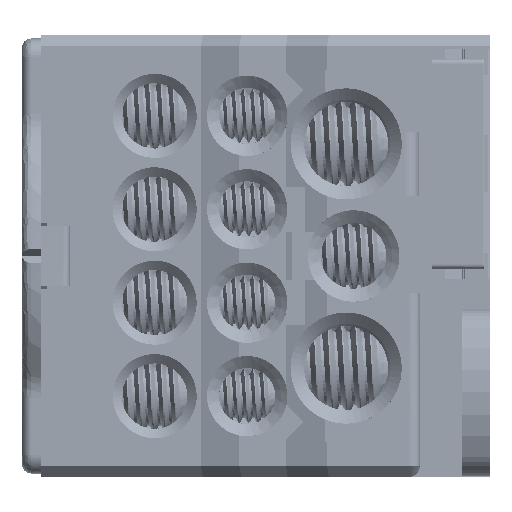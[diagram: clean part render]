
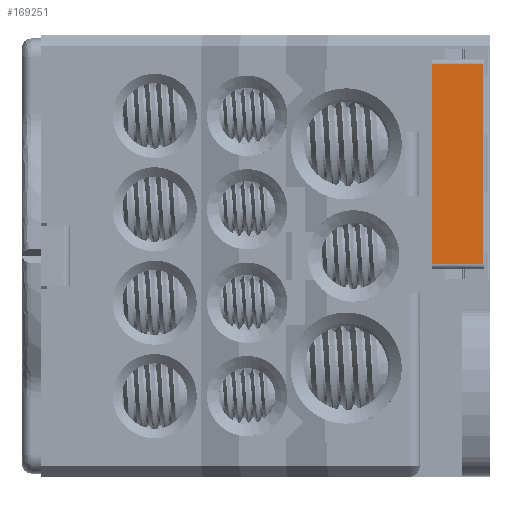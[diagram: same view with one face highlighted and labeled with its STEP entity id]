
A CAD part, left-side view. The second image highlights one B-rep face of the part: STEP entity #169251.
In plain terms, the highlighted planar face has unit normal (-1, 0, 0).
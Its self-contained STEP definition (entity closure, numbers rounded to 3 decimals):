
#4424 = CARTESIAN_POINT ( 'NONE',  ( -164.32, -6.272, -3.065 ) ) ;
#9410 = CARTESIAN_POINT ( 'NONE',  ( -164.32, -6.272, -24.535 ) ) ;
#9877 = CARTESIAN_POINT ( 'NONE',  ( -164.32, -0.822, -24.535 ) ) ;
#10442 = CARTESIAN_POINT ( 'NONE',  ( -164.32, -0.822, -3.065 ) ) ;
#19567 = CARTESIAN_POINT ( 'NONE',  ( -164.32, -0.822, -17.378 ) ) ;
#25167 = CARTESIAN_POINT ( 'NONE',  ( -164.32, -6.272, -24.535 ) ) ;
#26581 = DIRECTION ( 'NONE',  ( -1., 0., 0. ) ) ;
#33135 = CARTESIAN_POINT ( 'NONE',  ( -164.32, -0.822, -10.222 ) ) ;
#36319 = CARTESIAN_POINT ( 'NONE',  ( -164.32, -6.272, -24.535 ) ) ;
#41125 = DIRECTION ( 'NONE',  ( 0., 0., 1. ) ) ;
#43601 = VERTEX_POINT ( 'NONE', #9877 ) ;
#62219 = CARTESIAN_POINT ( 'NONE',  ( -164.32, -0.822, -3.065 ) ) ;
#63685 = VERTEX_POINT ( 'NONE', #9410 ) ;
#64445 = CARTESIAN_POINT ( 'NONE',  ( -164.32, -6.272, -10.222 ) ) ;
#73553 = CARTESIAN_POINT ( 'NONE',  ( -164.32, -0.822, -24.535 ) ) ;
#83129 = EDGE_CURVE ( 'NONE', #63685, #138723, #153380, .T. ) ;
#85201 = CARTESIAN_POINT ( 'NONE',  ( -164.32, -2.639, -24.535 ) ) ;
#85617 = B_SPLINE_CURVE_WITH_KNOTS ( 'NONE', 3,
 ( #104827, #19567, #33135, #62219 ),
 .UNSPECIFIED., .F., .F.,
 ( 4, 4 ),
 ( 0., 1. ),
 .UNSPECIFIED. ) ;
#86455 = ORIENTED_EDGE ( 'NONE', *, *, #97472, .F. ) ;
#97472 = EDGE_CURVE ( 'NONE', #43601, #164369, #85617, .T. ) ;
#103840 = CARTESIAN_POINT ( 'NONE',  ( -164.32, -6.272, -3.065 ) ) ;
#104827 = CARTESIAN_POINT ( 'NONE',  ( -164.32, -0.822, -24.535 ) ) ;
#118530 = FACE_OUTER_BOUND ( 'NONE', #158730, .T. ) ;
#123489 = CARTESIAN_POINT ( 'NONE',  ( -164.32, -0.822, -3.065 ) ) ;
#131149 = CARTESIAN_POINT ( 'NONE',  ( -164.32, -6.272, -3.065 ) ) ;
#132589 = CARTESIAN_POINT ( 'NONE',  ( -164.32, -4.456, -24.535 ) ) ;
#133553 = B_SPLINE_CURVE_WITH_KNOTS ( 'NONE', 3,
 ( #10442, #158628, #145035, #157665 ),
 .UNSPECIFIED., .F., .F.,
 ( 4, 4 ),
 ( 0., 1. ),
 .UNSPECIFIED. ) ;
#135560 = EDGE_CURVE ( 'NONE', #43601, #63685, #147670, .T. ) ;
#138723 = VERTEX_POINT ( 'NONE', #103840 ) ;
#139150 = AXIS2_PLACEMENT_3D ( 'NONE', #131149, #26581, #41125 ) ;
#145035 = CARTESIAN_POINT ( 'NONE',  ( -164.32, -4.456, -3.065 ) ) ;
#147670 = B_SPLINE_CURVE_WITH_KNOTS ( 'NONE', 3,
 ( #73553, #85201, #132589, #25167 ),
 .UNSPECIFIED., .F., .F.,
 ( 4, 4 ),
 ( 0., 1. ),
 .UNSPECIFIED. ) ;
#149791 = ORIENTED_EDGE ( 'NONE', *, *, #83129, .T. ) ;
#153380 = B_SPLINE_CURVE_WITH_KNOTS ( 'NONE', 3,
 ( #36319, #183598, #64445, #4424 ),
 .UNSPECIFIED., .F., .F.,
 ( 4, 4 ),
 ( 0., 1. ),
 .UNSPECIFIED. ) ;
#156221 = ORIENTED_EDGE ( 'NONE', *, *, #178523, .F. ) ;
#157665 = CARTESIAN_POINT ( 'NONE',  ( -164.32, -6.272, -3.065 ) ) ;
#158628 = CARTESIAN_POINT ( 'NONE',  ( -164.32, -2.639, -3.065 ) ) ;
#158730 = EDGE_LOOP ( 'NONE', ( #156221, #86455, #173268, #149791 ) ) ;
#164369 = VERTEX_POINT ( 'NONE', #123489 ) ;
#169251 = ADVANCED_FACE ( 'NONE', ( #118530 ), #177685, .T. ) ;
#173268 = ORIENTED_EDGE ( 'NONE', *, *, #135560, .T. ) ;
#177685 = PLANE ( 'NONE',  #139150 ) ;
#178523 = EDGE_CURVE ( 'NONE', #164369, #138723, #133553, .T. ) ;
#183598 = CARTESIAN_POINT ( 'NONE',  ( -164.32, -6.272, -17.378 ) ) ;
